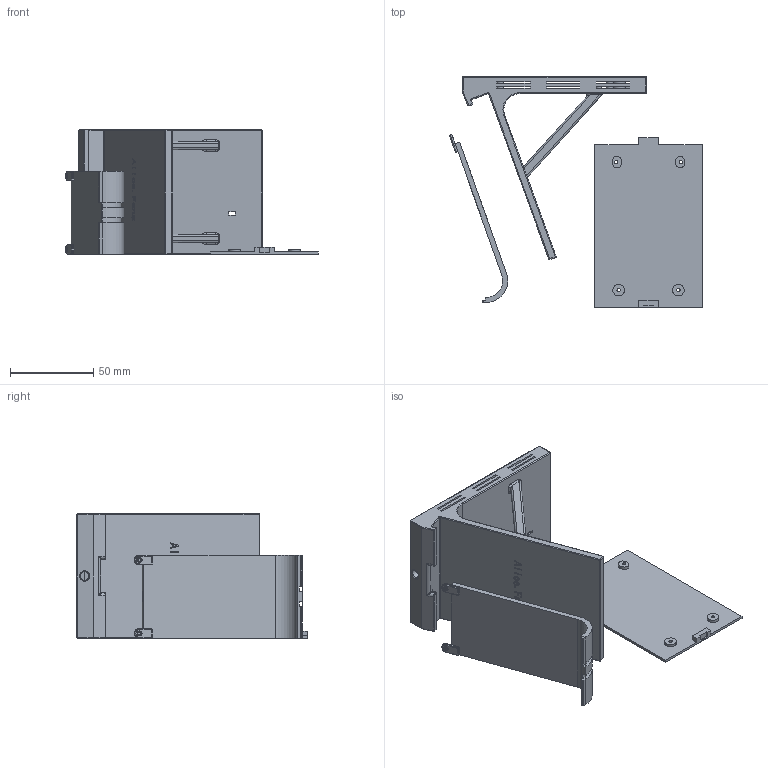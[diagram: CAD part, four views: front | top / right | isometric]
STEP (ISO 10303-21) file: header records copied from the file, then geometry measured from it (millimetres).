
FILE_DESCRIPTION (( 'STEP AP203' ), '1' );
FILE_NAME ('IP打印装配体_配重块.STEP', '2024-06-06T17:31:27', ( '' ), ( '' ), 'SwSTEP 2.0', 'SolidWorks 2022', '' );
FILE_SCHEMA (( 'CONFIG_CONTROL_DESIGN' ));
Length unit declared in the file: millimetre
Products named in the file (4): IP线圈支架零件; IP打印装配体_配重块; IP支架; IP底板
Assembly tree (3 placements, depth 2):
  IP打印装配体_配重块
    IP底板
    IP线圈支架零件
    IP支架
Bounding box: 152.15 x 138.75 x 75 mm (x, y, z)
Volume: 84119.7 mm3; surface area: 71989.7 mm2
Topology: 5 solids, 5 shells, 553 faces, 1413 edges, 889 vertices
Faces by surface type: plane 272, cylinder 177, bspline 67, torus 21, sphere 16
Entity records: 19964 total; most frequent: CARTESIAN_POINT 6459, ORIENTED_EDGE 2790, DIRECTION 2567, EDGE_CURVE 1395, LINE 893, VECTOR 893, VERTEX_POINT 889, AXIS2_PLACEMENT_3D 837
